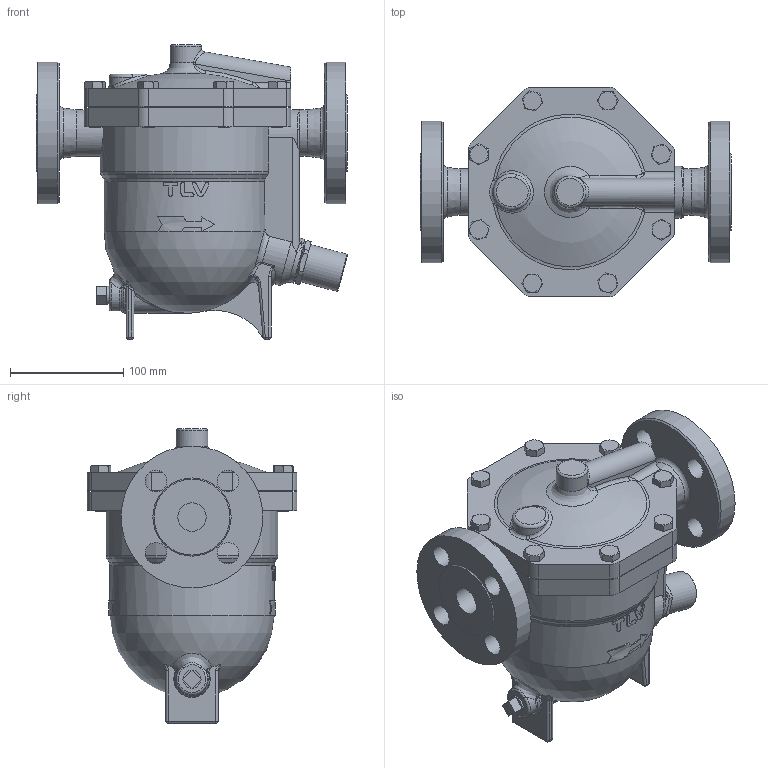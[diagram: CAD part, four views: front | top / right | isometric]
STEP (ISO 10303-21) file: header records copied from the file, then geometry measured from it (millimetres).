
FILE_DESCRIPTION((''),'2;1');
FILE_NAME('j7x00-025-jis20-00.stp','2010-11-11T16:37:56',('nakaot'),(''),'Autodesk Inventor 2008','Autodesk Inventor 2008','');
FILE_SCHEMA(('AUTOMOTIVE_DESIGN { 1 0 10303 214 1 1 1 1 }'));
Length unit declared in the file: millimetre
Products named in the file (1): j7x00-025-jis20-00
Bounding box: 274.4 x 185 x 260 mm (x, y, z)
Volume: 4253424.6 mm3; surface area: 268545.2 mm2
Topology: 1 solids, 1 shells, 444 faces, 1086 edges, 663 vertices
Faces by surface type: plane 154, bspline 124, cylinder 90, cone 59, sphere 10, torus 7
Full cylindrical faces by diameter (mm): 10 x16, 19 x4, 25 x1, 28 x1, 34 x1, 40 x1, 41 x2, 125 x1, 150 x1
Entity records: 26424 total; most frequent: CARTESIAN_POINT 17206, ORIENTED_EDGE 1994, DIRECTION 1675, EDGE_CURVE 997, AXIS2_PLACEMENT_3D 682, VERTEX_POINT 649, EDGE_LOOP 570, FACE_OUTER_BOUND 444
